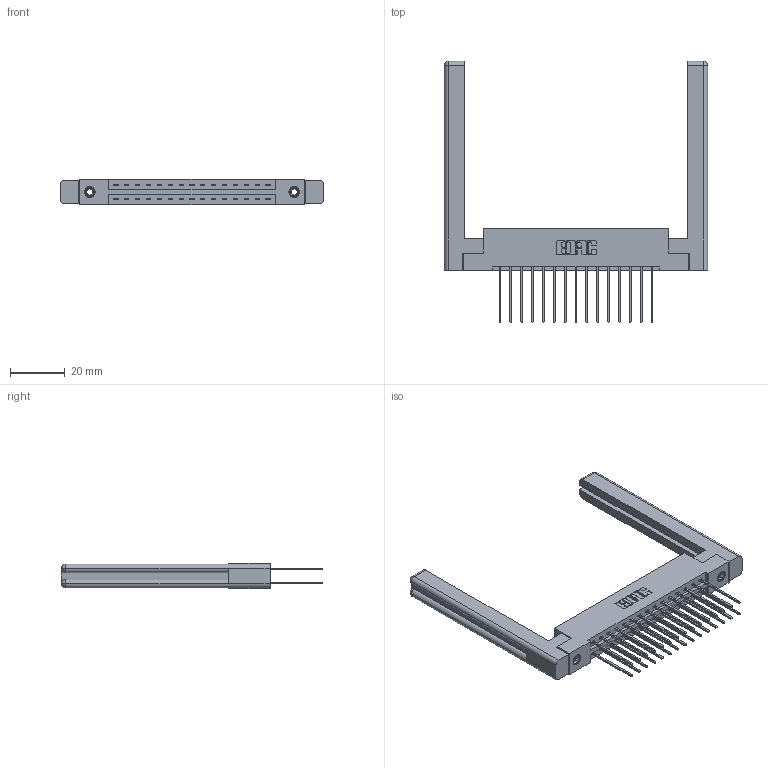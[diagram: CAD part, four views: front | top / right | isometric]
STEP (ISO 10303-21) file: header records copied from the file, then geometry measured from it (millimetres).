
FILE_DESCRIPTION (( 'STEP AP203' ), '1' );
FILE_NAME ('337-030-541-258.STEP', '2019-10-08T18:46:41', ( '' ), ( '' ), 'SwSTEP 2.0', 'SolidWorks 2016', '' );
FILE_SCHEMA (( 'CONFIG_CONTROL_DESIGN' ));
Length unit declared in the file: inch
Products named in the file (5): 337 Part_Flush Mounting Lugs - 0.156 Dia-TI; 345-292-001_345-293-141; 337-030-541-258; 345-250-001_345-250-001-102; 307-220-058
Assembly tree (35 placements, depth 2):
  337-030-541-258
    337 Part_Flush Mounting Lugs - 0.156 Dia-TI
    345-292-001_345-293-141  x30
    345-250-001_345-250-001-102  x2
    307-220-058  x2
Bounding box: 96.06 x 95.38 x 9.4 mm (x, y, z)
Volume: 17078.9 mm3; surface area: 16881.7 mm2
Topology: 35 solids, 35 shells, 1876 faces, 5495 edges, 3610 vertices
Faces by surface type: plane 1294, cylinder 558, cone 12, torus 12
Entity records: 17774 total; most frequent: CARTESIAN_POINT 3025, ORIENTED_EDGE 2900, DIRECTION 2638, EDGE_CURVE 1450, VECTOR 1274, LINE 1274, VERTEX_POINT 958, AXIS2_PLACEMENT_3D 682
